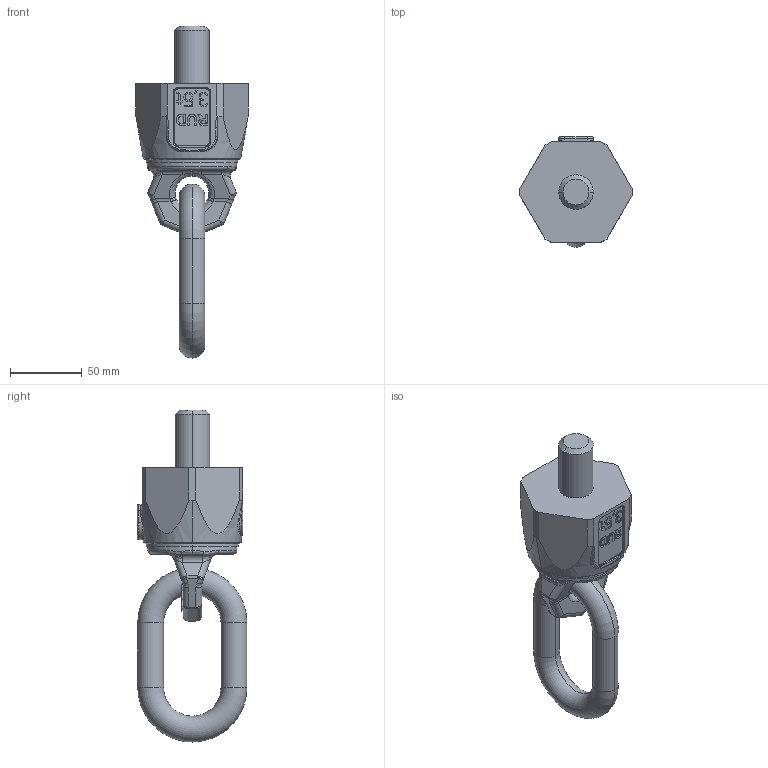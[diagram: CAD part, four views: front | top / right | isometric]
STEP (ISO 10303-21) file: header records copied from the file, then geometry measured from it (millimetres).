
FILE_DESCRIPTION((''),'2;1');
FILE_NAME('001-M31712-P-30_ASM','2018-05-09T',('Anja.Joas'),(''),'PRO/ENGINEER BY PARAMETRIC TECHNOLOGY CORPORATION, 2011490','PRO/ENGINEER BY PARAMETRIC TECHNOLOGY CORPORATION, 2011490','');
FILE_SCHEMA(('CONFIG_CONTROL_DESIGN'));
Length unit declared in the file: millimetre
Products named in the file (5): 001-M31525-P-40_AF0; 001-M31527-P-4; 001-M31712-P-30; 001-M31712-P-3; 001-M31712-P-30_ASM
Assembly tree (4 placements, depth 2):
  001-M31712-P-30_ASM
    001-M31525-P-40_AF0
    001-M31527-P-4
    001-M31712-P-30
    001-M31712-P-3
Bounding box: 78 x 76.5 x 231 mm (x, y, z)
Volume: 356474.4 mm3; surface area: 57658.3 mm2
Topology: 4 solids, 4 shells, 878 faces, 2398 edges, 1558 vertices
Faces by surface type: plane 706, cylinder 77, bspline 56, torus 32, cone 6, extrusion 1
Entity records: 30434 total; most frequent: CARTESIAN_POINT 8452, ORIENTED_EDGE 4796, DIRECTION 4111, EDGE_CURVE 2398, VECTOR 2055, LINE 2054, VERTEX_POINT 1558, AXIS2_PLACEMENT_3D 1028
